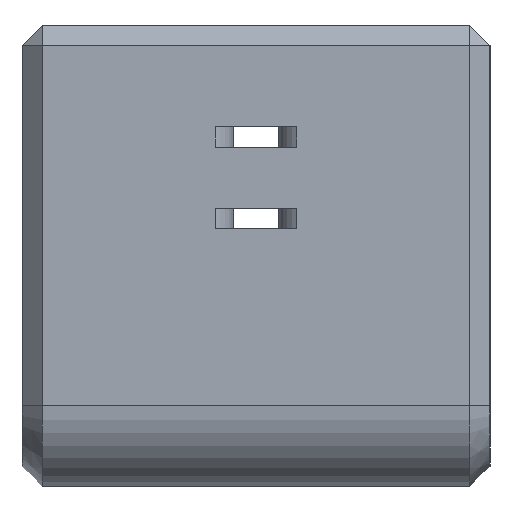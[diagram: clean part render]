
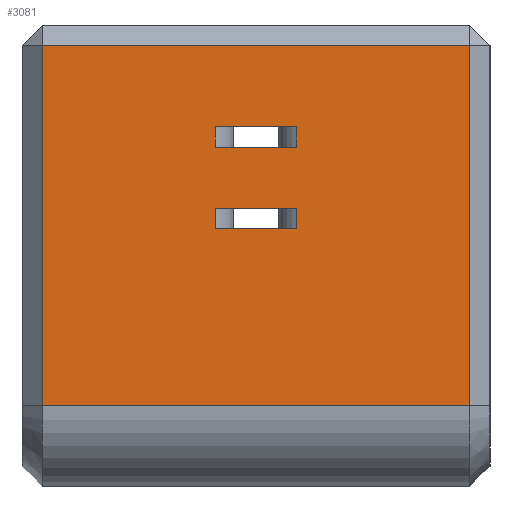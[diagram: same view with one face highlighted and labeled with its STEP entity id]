
A CAD part, left-side view. The second image highlights one B-rep face of the part: STEP entity #3081.
In plain terms, the highlighted planar face has unit normal (-1, 0, 0).
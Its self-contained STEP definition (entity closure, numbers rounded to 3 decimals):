
#61=FACE_BOUND('',#445,.T.);
#62=FACE_BOUND('',#446,.T.);
#275=FACE_OUTER_BOUND('',#444,.T.);
#444=EDGE_LOOP('',(#2782,#2783,#2784,#2785));
#445=EDGE_LOOP('',(#2786,#2787,#2788,#2789));
#446=EDGE_LOOP('',(#2790,#2791,#2792,#2793));
#509=LINE('',#4277,#892);
#535=LINE('',#4337,#918);
#539=LINE('',#4343,#922);
#674=LINE('',#4638,#1057);
#678=LINE('',#4647,#1061);
#682=LINE('',#4654,#1065);
#684=LINE('',#4659,#1067);
#688=LINE('',#4667,#1071);
#691=LINE('',#4673,#1074);
#707=LINE('',#4711,#1090);
#712=LINE('',#4720,#1095);
#800=LINE('',#4925,#1183);
#892=VECTOR('',#3425,10.);
#918=VECTOR('',#3479,10.);
#922=VECTOR('',#3487,10.);
#1057=VECTOR('',#3750,10.);
#1061=VECTOR('',#3756,10.);
#1065=VECTOR('',#3762,10.);
#1067=VECTOR('',#3766,10.);
#1071=VECTOR('',#3772,10.);
#1074=VECTOR('',#3777,10.);
#1090=VECTOR('',#3813,10.);
#1095=VECTOR('',#3824,10.);
#1183=VECTOR('',#4030,10.);
#1266=VERTEX_POINT('',#4261);
#1269=VERTEX_POINT('',#4271);
#1284=VERTEX_POINT('',#4317);
#1290=VERTEX_POINT('',#4332);
#1385=VERTEX_POINT('',#4636);
#1386=VERTEX_POINT('',#4637);
#1389=VERTEX_POINT('',#4645);
#1390=VERTEX_POINT('',#4646);
#1393=VERTEX_POINT('',#4657);
#1394=VERTEX_POINT('',#4658);
#1397=VERTEX_POINT('',#4666);
#1399=VERTEX_POINT('',#4672);
#1543=EDGE_CURVE('',#1269,#1266,#509,.T.);
#1573=EDGE_CURVE('',#1284,#1290,#535,.T.);
#1577=EDGE_CURVE('',#1266,#1284,#539,.T.);
#1732=EDGE_CURVE('',#1385,#1386,#674,.T.);
#1736=EDGE_CURVE('',#1389,#1390,#678,.T.);
#1740=EDGE_CURVE('',#1390,#1385,#682,.T.);
#1742=EDGE_CURVE('',#1393,#1394,#684,.T.);
#1746=EDGE_CURVE('',#1394,#1397,#688,.T.);
#1749=EDGE_CURVE('',#1397,#1399,#691,.T.);
#1769=EDGE_CURVE('',#1399,#1393,#707,.T.);
#1774=EDGE_CURVE('',#1386,#1389,#712,.T.);
#1882=EDGE_CURVE('',#1290,#1269,#800,.T.);
#2782=ORIENTED_EDGE('',*,*,#1543,.F.);
#2783=ORIENTED_EDGE('',*,*,#1882,.F.);
#2784=ORIENTED_EDGE('',*,*,#1573,.F.);
#2785=ORIENTED_EDGE('',*,*,#1577,.F.);
#2786=ORIENTED_EDGE('',*,*,#1732,.T.);
#2787=ORIENTED_EDGE('',*,*,#1774,.T.);
#2788=ORIENTED_EDGE('',*,*,#1736,.T.);
#2789=ORIENTED_EDGE('',*,*,#1740,.T.);
#2790=ORIENTED_EDGE('',*,*,#1742,.T.);
#2791=ORIENTED_EDGE('',*,*,#1746,.T.);
#2792=ORIENTED_EDGE('',*,*,#1749,.T.);
#2793=ORIENTED_EDGE('',*,*,#1769,.T.);
#2920=PLANE('',#3312);
#3081=ADVANCED_FACE('',(#275,#61,#62),#2920,.T.);
#3312=AXIS2_PLACEMENT_3D('',#4996,#4130,#4131);
#3425=DIRECTION('',(0.,0.,1.));
#3479=DIRECTION('',(0.,0.,-1.));
#3487=DIRECTION('',(0.,-1.,0.));
#3750=DIRECTION('',(0.,0.,-1.));
#3756=DIRECTION('',(0.,0.,1.));
#3762=DIRECTION('',(0.,-1.,0.));
#3766=DIRECTION('',(0.,0.,-1.));
#3772=DIRECTION('',(0.,1.,0.));
#3777=DIRECTION('',(0.,0.,1.));
#3813=DIRECTION('',(0.,-1.,0.));
#3824=DIRECTION('',(0.,1.,0.));
#4030=DIRECTION('',(0.,1.,0.));
#4130=DIRECTION('center_axis',(-1.,0.,0.));
#4131=DIRECTION('ref_axis',(0.,-1.,0.));
#4261=CARTESIAN_POINT('',(-42.,10.5,16.));
#4271=CARTESIAN_POINT('',(-42.,10.5,-1.7));
#4277=CARTESIAN_POINT('',(-42.,10.5,0.));
#4317=CARTESIAN_POINT('',(-42.,-10.5,16.));
#4332=CARTESIAN_POINT('',(-42.,-10.5,-1.7));
#4337=CARTESIAN_POINT('',(-42.,-10.5,0.));
#4343=CARTESIAN_POINT('',(-42.,5.75,16.));
#4636=CARTESIAN_POINT('',(-42.,-2.,12.));
#4637=CARTESIAN_POINT('',(-42.,-2.,11.));
#4638=CARTESIAN_POINT('',(-42.,-2.,5.5));
#4645=CARTESIAN_POINT('',(-42.,2.,11.));
#4646=CARTESIAN_POINT('',(-42.,2.,12.));
#4647=CARTESIAN_POINT('',(-42.,2.,6.));
#4654=CARTESIAN_POINT('',(-42.,4.75,12.));
#4657=CARTESIAN_POINT('',(-42.,-2.,8.));
#4658=CARTESIAN_POINT('',(-42.,-2.,7.));
#4659=CARTESIAN_POINT('',(-42.,-2.,3.5));
#4666=CARTESIAN_POINT('',(-42.,2.,7.));
#4667=CARTESIAN_POINT('',(-42.,6.75,7.));
#4672=CARTESIAN_POINT('',(-42.,2.,8.));
#4673=CARTESIAN_POINT('',(-42.,2.,4.));
#4711=CARTESIAN_POINT('',(-42.,4.75,8.));
#4720=CARTESIAN_POINT('',(-42.,6.75,11.));
#4925=CARTESIAN_POINT('',(-42.,-11.5,-1.7));
#4996=CARTESIAN_POINT('Origin',(-42.,11.5,0.));
